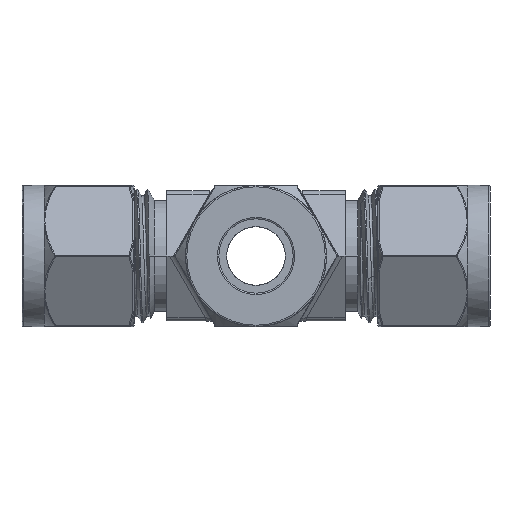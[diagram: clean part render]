
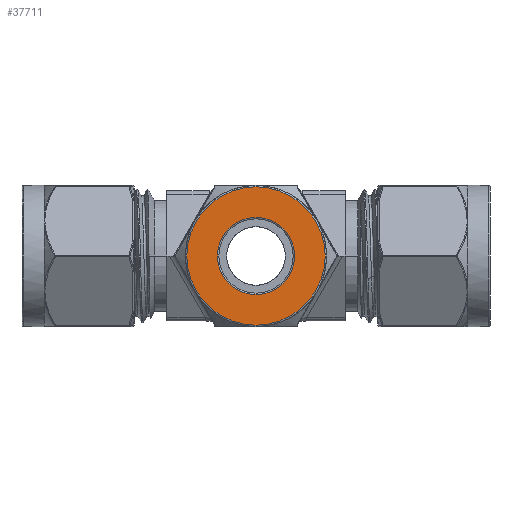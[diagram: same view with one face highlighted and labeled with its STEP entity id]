
A CAD part, front view. The second image highlights one B-rep face of the part: STEP entity #37711.
In plain terms, the highlighted face is planar.
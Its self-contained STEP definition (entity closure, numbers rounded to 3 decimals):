
#34977=CARTESIAN_POINT('',(0.,0.,0.));
#34978=DIRECTION('',(-1.,0.,0.));
#34979=DIRECTION('',(0.,1.,0.));
#34980=AXIS2_PLACEMENT_3D('',#34977,#34978,#34979);
#34982=CARTESIAN_POINT('',(0.,0.,0.));
#34983=DIRECTION('',(-1.,0.,0.));
#34984=DIRECTION('',(0.,-1.,0.));
#34985=AXIS2_PLACEMENT_3D('',#34982,#34983,#34984);
#34987=CARTESIAN_POINT('',(0.,0.,0.));
#34988=DIRECTION('',(1.,0.,0.));
#34989=DIRECTION('',(0.,0.,-1.));
#34990=AXIS2_PLACEMENT_3D('',#34987,#34988,#34989);
#34992=CARTESIAN_POINT('',(0.,0.,0.));
#34993=DIRECTION('',(1.,0.,0.));
#34994=DIRECTION('',(0.,0.,1.));
#34995=AXIS2_PLACEMENT_3D('',#34992,#34993,#34994);
#37521=CARTESIAN_POINT('',(0.,5.188,0.));
#37522=CARTESIAN_POINT('',(0.,-5.188,0.));
#37523=VERTEX_POINT('',#37521);
#37524=VERTEX_POINT('',#37522);
#37683=CARTESIAN_POINT('',(0.,0.,-9.313));
#37684=CARTESIAN_POINT('',(0.,0.,9.313));
#37685=VERTEX_POINT('',#37683);
#37686=VERTEX_POINT('',#37684);
#37694=CARTESIAN_POINT('',(0.,0.,0.));
#37695=DIRECTION('',(1.,0.,0.));
#37696=DIRECTION('',(0.,-1.,0.));
#37697=AXIS2_PLACEMENT_3D('',#37694,#37695,#37696);
#37698=PLANE('',#37697);
#37700=ORIENTED_EDGE('',*,*,#37699,.F.);
#37702=ORIENTED_EDGE('',*,*,#37701,.F.);
#37703=EDGE_LOOP('',(#37700,#37702));
#37704=FACE_OUTER_BOUND('',#37703,.F.);
#37706=ORIENTED_EDGE('',*,*,#37705,.F.);
#37708=ORIENTED_EDGE('',*,*,#37707,.F.);
#37709=EDGE_LOOP('',(#37706,#37708));
#37710=FACE_BOUND('',#37709,.F.);
#34981=CIRCLE('',#34980,5.188);
#34986=CIRCLE('',#34985,5.188);
#34991=CIRCLE('',#34990,9.313);
#34996=CIRCLE('',#34995,9.313);
#37699=EDGE_CURVE('',#37685,#37686,#34991,.T.);
#37701=EDGE_CURVE('',#37686,#37685,#34996,.T.);
#37705=EDGE_CURVE('',#37523,#37524,#34981,.T.);
#37707=EDGE_CURVE('',#37524,#37523,#34986,.T.);
#37711=ADVANCED_FACE('',(#37704,#37710),#37698,.T.);
